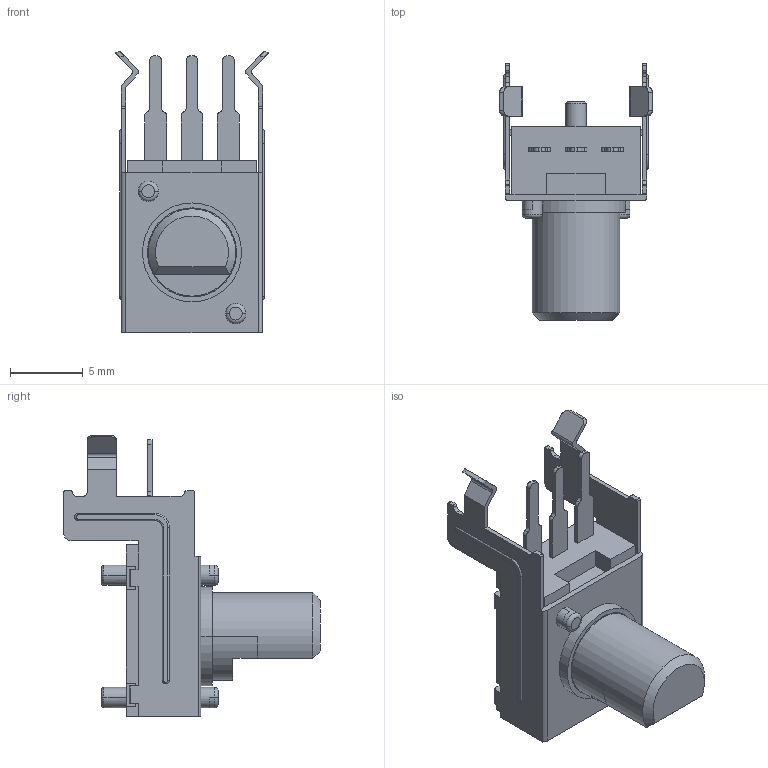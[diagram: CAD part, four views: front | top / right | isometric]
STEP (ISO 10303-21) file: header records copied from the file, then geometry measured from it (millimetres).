
FILE_DESCRIPTION((''),'2;1');
FILE_NAME('PTV09A-2X15F-XXXX','2016-03-23T',('rickb'),('Bourns, Inc.'),'PRO/ENGINEER BY PARAMETRIC TECHNOLOGY CORPORATION, 2012230','PRO/ENGINEER BY PARAMETRIC TECHNOLOGY CORPORATION, 2012230','');
FILE_SCHEMA(('CONFIG_CONTROL_DESIGN'));
Length unit declared in the file: millimetre
Products named in the file (1): PTV09A-2X15F-XXXX
Bounding box: 10.47 x 17.6 x 19.3 mm (x, y, z)
Volume: 622.6 mm3; surface area: 1353.4 mm2
Topology: 2 solids, 4 shells, 257 faces, 692 edges, 462 vertices
Faces by surface type: plane 148, cylinder 92, torus 16, cone 1
Entity records: 8177 total; most frequent: CARTESIAN_POINT 1479, DIRECTION 1411, ORIENTED_EDGE 1384, EDGE_CURVE 692, AXIS2_PLACEMENT_3D 476, VERTEX_POINT 462, VECTOR 459, LINE 459
